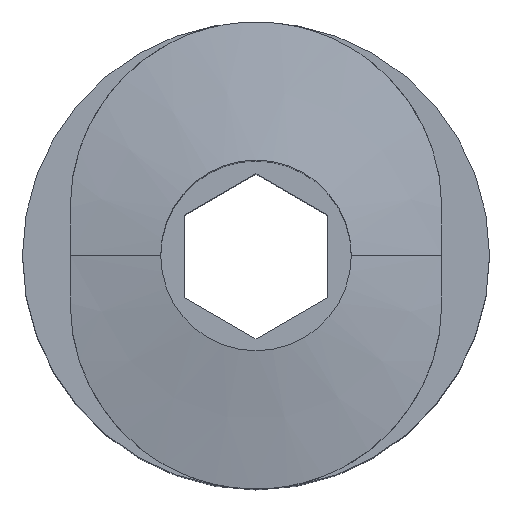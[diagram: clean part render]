
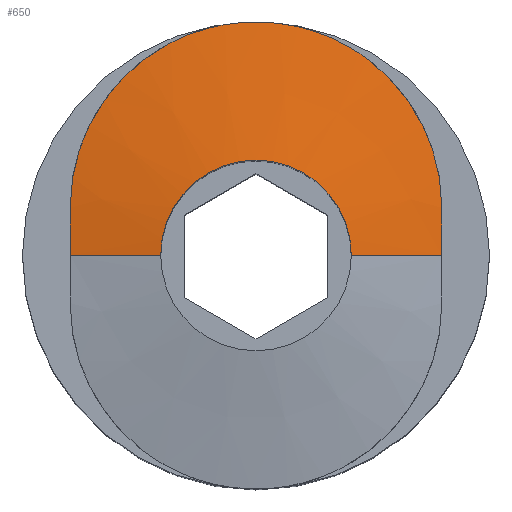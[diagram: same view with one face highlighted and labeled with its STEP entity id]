
A CAD part, top view. The second image highlights one B-rep face of the part: STEP entity #650.
In plain terms, the highlighted conical face has half-angle 80 degrees and reference radius 3.517 mm.
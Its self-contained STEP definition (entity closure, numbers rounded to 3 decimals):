
#529=B_SPLINE_CURVE_WITH_KNOTS('',3,(#2292,#2293,#2294,#2295),
 .UNSPECIFIED.,.F.,.F.,(4,4),(0.,1.),.UNSPECIFIED.);
#535=B_SPLINE_CURVE_WITH_KNOTS('',3,(#2357,#2358,#2359,#2360),
 .UNSPECIFIED.,.F.,.F.,(4,4),(0.,1.),.UNSPECIFIED.);
#536=B_SPLINE_CURVE_WITH_KNOTS('',3,(#2362,#2363,#2364,#2365,#2366,#2367,
#2368,#2369),.UNSPECIFIED.,.F.,.F.,(4,2,2,4),(0.,0.25,0.5,1.),
 .UNSPECIFIED.);
#537=B_SPLINE_CURVE_WITH_KNOTS('',3,(#2371,#2372,#2373,#2374,#2375,#2376,
#2377,#2378),.UNSPECIFIED.,.F.,.F.,(4,2,2,4),(0.,0.25,0.5,1.),
 .UNSPECIFIED.);
#538=B_SPLINE_CURVE_WITH_KNOTS('',3,(#2380,#2381,#2382,#2383,#2384,#2385,
#2386,#2387,#2388,#2389,#2390,#2391,#2392),.UNSPECIFIED.,.F.,.F.,(4,3,3,
3,4),(0.,0.243,0.502,0.761,1.),
 .UNSPECIFIED.);
#543=CONICAL_SURFACE('',#1656,3.517,80.);
#650=ADVANCED_FACE('',(#729),#543,.T.);
#729=FACE_OUTER_BOUND('',#799,.T.);
#799=EDGE_LOOP('',(#1123,#1124,#1125,#1126,#1127,#1128,#1129,#1130));
#867=CIRCLE('',#1649,2.);
#1123=ORIENTED_EDGE('',*,*,#1408,.F.);
#1124=ORIENTED_EDGE('',*,*,#1392,.F.);
#1125=ORIENTED_EDGE('',*,*,#1402,.F.);
#1126=ORIENTED_EDGE('',*,*,#1391,.T.);
#1127=ORIENTED_EDGE('',*,*,#1401,.T.);
#1128=ORIENTED_EDGE('',*,*,#1407,.F.);
#1129=ORIENTED_EDGE('',*,*,#1409,.F.);
#1130=ORIENTED_EDGE('',*,*,#1410,.F.);
#1253=VERTEX_POINT('',#2285);
#1254=VERTEX_POINT('',#2287);
#1255=VERTEX_POINT('',#2296);
#1256=VERTEX_POINT('',#2297);
#1263=VERTEX_POINT('',#2345);
#1266=VERTEX_POINT('',#2356);
#1267=VERTEX_POINT('',#2370);
#1268=VERTEX_POINT('',#2379);
#1391=EDGE_CURVE('',#1254,#1253,#867,.T.);
#1392=EDGE_CURVE('',#1255,#1256,#529,.T.);
#1401=EDGE_CURVE('',#1253,#1263,#1475,.T.);
#1402=EDGE_CURVE('',#1254,#1255,#1476,.T.);
#1407=EDGE_CURVE('',#1266,#1263,#535,.T.);
#1408=EDGE_CURVE('',#1256,#1267,#536,.T.);
#1409=EDGE_CURVE('',#1268,#1266,#537,.T.);
#1410=EDGE_CURVE('',#1267,#1268,#538,.T.);
#1475=LINE('',#2346,#1537);
#1476=LINE('',#2347,#1538);
#1537=VECTOR('',#1933,1.);
#1538=VECTOR('',#1934,1.);
#1649=AXIS2_PLACEMENT_3D('',#2290,#1924,#1925);
#1656=AXIS2_PLACEMENT_3D('',#2393,#1946,#1947);
#1924=DIRECTION('',(0.,0.,-1.));
#1925=DIRECTION('',(-1.,0.,0.));
#1933=DIRECTION('',(0.985,0.,-0.174));
#1934=DIRECTION('',(-0.985,0.,-0.174));
#1946=DIRECTION('',(0.,0.,-1.));
#1947=DIRECTION('',(1.,0.,0.));
#2285=CARTESIAN_POINT('',(2.,0.,55.703));
#2287=CARTESIAN_POINT('',(-2.,0.,55.703));
#2290=CARTESIAN_POINT('',(0.,0.,55.703));
#2292=CARTESIAN_POINT('',(-3.9,0.,55.368));
#2293=CARTESIAN_POINT('',(-3.9,0.327,55.368));
#2294=CARTESIAN_POINT('',(-3.9,0.661,55.36));
#2295=CARTESIAN_POINT('',(-3.9,1.,55.346));
#2296=CARTESIAN_POINT('',(-3.9,0.,55.368));
#2297=CARTESIAN_POINT('',(-3.9,1.,55.346));
#2345=CARTESIAN_POINT('',(3.9,0.,55.368));
#2346=CARTESIAN_POINT('',(3.9,0.,55.368));
#2347=CARTESIAN_POINT('',(-3.9,0.,55.368));
#2356=CARTESIAN_POINT('',(3.9,1.,55.346));
#2357=CARTESIAN_POINT('',(3.9,1.,55.346));
#2358=CARTESIAN_POINT('',(3.9,0.66,55.36));
#2359=CARTESIAN_POINT('',(3.9,0.326,55.368));
#2360=CARTESIAN_POINT('',(3.9,0.,55.368));
#2362=CARTESIAN_POINT('',(-3.9,1.,55.346));
#2363=CARTESIAN_POINT('',(-3.9,1.334,55.331));
#2364=CARTESIAN_POINT('',(-3.857,1.649,55.318));
#2365=CARTESIAN_POINT('',(-3.714,2.227,55.294));
#2366=CARTESIAN_POINT('',(-3.637,2.443,55.285));
#2367=CARTESIAN_POINT('',(-3.219,3.29,55.251));
#2368=CARTESIAN_POINT('',(-2.817,3.757,55.234));
#2369=CARTESIAN_POINT('',(-2.361,4.104,55.221));
#2370=CARTESIAN_POINT('',(-2.361,4.104,55.221));
#2371=CARTESIAN_POINT('',(2.362,4.104,55.221));
#2372=CARTESIAN_POINT('',(2.589,3.93,55.227));
#2373=CARTESIAN_POINT('',(2.804,3.728,55.235));
#2374=CARTESIAN_POINT('',(3.188,3.266,55.252));
#2375=CARTESIAN_POINT('',(3.381,2.962,55.264));
#2376=CARTESIAN_POINT('',(3.732,2.251,55.293));
#2377=CARTESIAN_POINT('',(3.9,1.663,55.317));
#2378=CARTESIAN_POINT('',(3.9,1.,55.346));
#2379=CARTESIAN_POINT('',(2.362,4.104,55.221));
#2380=CARTESIAN_POINT('',(-2.361,4.104,55.221));
#2381=CARTESIAN_POINT('',(-2.036,4.351,55.211));
#2382=CARTESIAN_POINT('',(-1.667,4.549,55.204));
#2383=CARTESIAN_POINT('',(-1.281,4.683,55.199));
#2384=CARTESIAN_POINT('',(-0.869,4.827,55.194));
#2385=CARTESIAN_POINT('',(-0.427,4.901,55.192));
#2386=CARTESIAN_POINT('',(0.009,4.9,55.192));
#2387=CARTESIAN_POINT('',(0.446,4.899,55.192));
#2388=CARTESIAN_POINT('',(0.888,4.823,55.194));
#2389=CARTESIAN_POINT('',(1.299,4.677,55.2));
#2390=CARTESIAN_POINT('',(1.679,4.543,55.204));
#2391=CARTESIAN_POINT('',(2.041,4.347,55.212));
#2392=CARTESIAN_POINT('',(2.362,4.104,55.221));
#2393=CARTESIAN_POINT('',(0.,0.,55.435));
